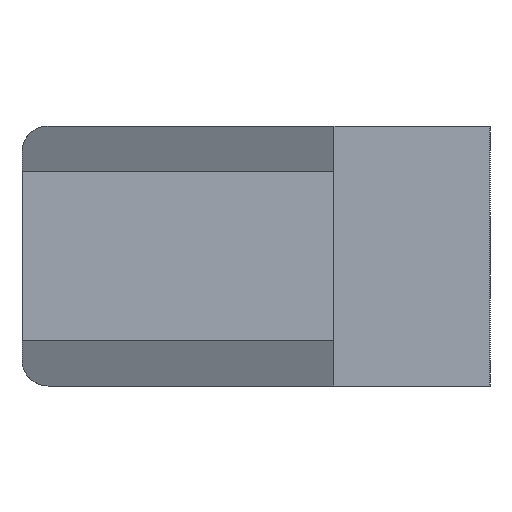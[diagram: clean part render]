
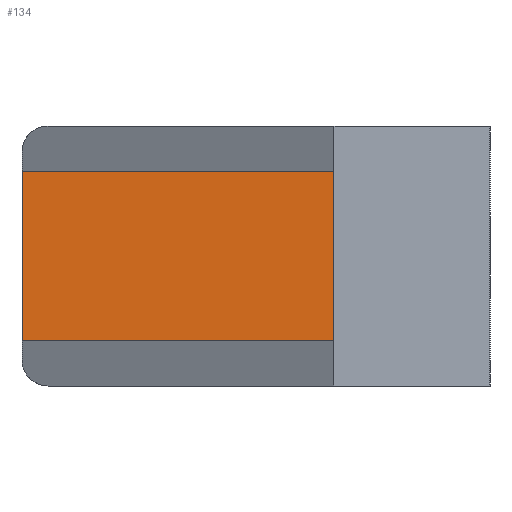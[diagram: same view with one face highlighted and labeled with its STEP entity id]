
A CAD part, left-side view. The second image highlights one B-rep face of the part: STEP entity #134.
In plain terms, the highlighted planar face has unit normal (-1, 0, 0).
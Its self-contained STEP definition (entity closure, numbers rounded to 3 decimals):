
#134 = ADVANCED_FACE( '', ( #276 ), #277, .T. );
#276 = FACE_OUTER_BOUND( '', #413, .T. );
#277 = PLANE( '', #414 );
#413 = EDGE_LOOP( '', ( #731, #732, #733, #734 ) );
#414 = AXIS2_PLACEMENT_3D( '', #735, #736, #737 );
#731 = ORIENTED_EDGE( '', *, *, #783, .T. );
#732 = ORIENTED_EDGE( '', *, *, #880, .F. );
#733 = ORIENTED_EDGE( '', *, *, #865, .F. );
#734 = ORIENTED_EDGE( '', *, *, #840, .T. );
#735 = CARTESIAN_POINT( '', ( -38., 12., 6.5 ) );
#736 = DIRECTION( '', ( -1., 0., 0. ) );
#737 = DIRECTION( '', ( 0., 0., 1. ) );
#783 = EDGE_CURVE( '', #923, #924, #925, .T. );
#840 = EDGE_CURVE( '', #1015, #923, #1016, .T. );
#865 = EDGE_CURVE( '', #1015, #1053, #1054, .T. );
#880 = EDGE_CURVE( '', #1053, #924, #1072, .T. );
#923 = VERTEX_POINT( '', #1119 );
#924 = VERTEX_POINT( '', #1120 );
#925 = LINE( '', #1121, #1122 );
#1015 = VERTEX_POINT( '', #1238 );
#1016 = LINE( '', #1239, #1240 );
#1053 = VERTEX_POINT( '', #1290 );
#1054 = LINE( '', #1291, #1292 );
#1072 = LINE( '', #1316, #1317 );
#1119 = CARTESIAN_POINT( '', ( -38., 35.996, 6.5 ) );
#1120 = CARTESIAN_POINT( '', ( -38., 35.996, -6.5 ) );
#1121 = CARTESIAN_POINT( '', ( -38., 35.996, 10. ) );
#1122 = VECTOR( '', #1364, 1000. );
#1238 = CARTESIAN_POINT( '', ( -38., 12., 6.5 ) );
#1239 = CARTESIAN_POINT( '', ( -38., 12., 6.5 ) );
#1240 = VECTOR( '', #1445, 1000. );
#1290 = CARTESIAN_POINT( '', ( -38., 12., -6.5 ) );
#1291 = CARTESIAN_POINT( '', ( -38., 12., 6.5 ) );
#1292 = VECTOR( '', #1474, 1000. );
#1316 = CARTESIAN_POINT( '', ( -38., 12., -6.5 ) );
#1317 = VECTOR( '', #1490, 1000. );
#1364 = DIRECTION( '', ( 0., 0., -1. ) );
#1445 = DIRECTION( '', ( 0., 1., 0. ) );
#1474 = DIRECTION( '', ( 0., 0., -1. ) );
#1490 = DIRECTION( '', ( 0., 1., 0. ) );
